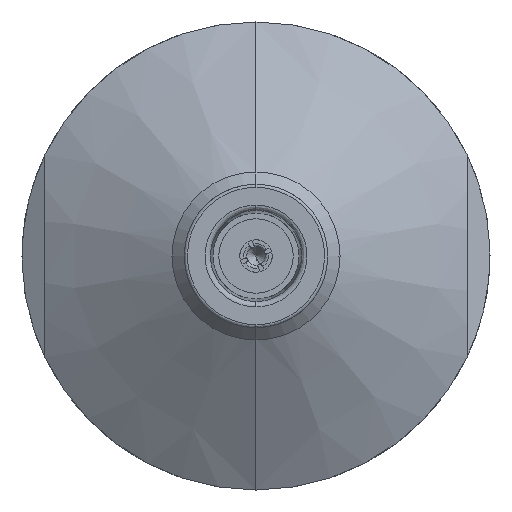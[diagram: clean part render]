
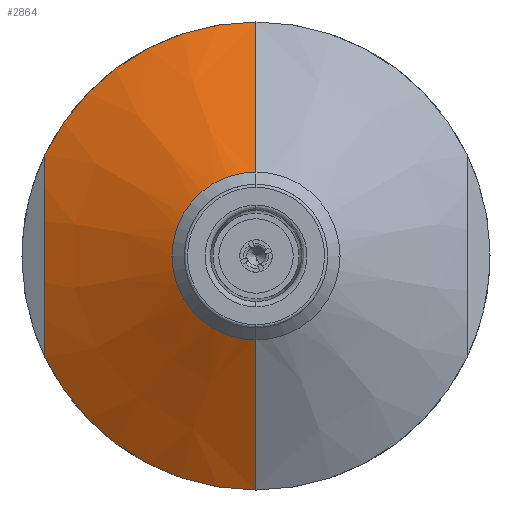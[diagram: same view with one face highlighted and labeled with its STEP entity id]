
A CAD part, left-side view. The second image highlights one B-rep face of the part: STEP entity #2864.
In plain terms, the highlighted conical face has half-angle 60 degrees and reference radius 22 mm.
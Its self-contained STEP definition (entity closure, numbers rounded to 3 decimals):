
#104 = EDGE_CURVE ( 'NONE', #2033, #112, #515, .T. ) ;
#111 = DIRECTION ( 'NONE',  ( 0., 0., -1. ) ) ;
#112 = VERTEX_POINT ( 'NONE', #2235 ) ;
#144 = CARTESIAN_POINT ( 'NONE',  ( 19.141, 0., 22. ) ) ;
#174 = DIRECTION ( 'NONE',  ( 0.5, 0., -0.866 ) ) ;
#370 = CARTESIAN_POINT ( 'NONE',  ( 19.141, 0., -22. ) ) ;
#400 = ORIENTED_EDGE ( 'NONE', *, *, #2214, .F. ) ;
#476 = CIRCLE ( 'NONE', #995, 22. ) ;
#481 = CARTESIAN_POINT ( 'NONE',  ( 18.113, 19.84, -3.977 ) ) ;
#515 = CIRCLE ( 'NONE', #1881, 7.9 ) ;
#528 = CARTESIAN_POINT ( 'NONE',  ( 17.92, 19.84, -1.567 ) ) ;
#625 = VERTEX_POINT ( 'NONE', #1629 ) ;
#674 = FACE_OUTER_BOUND ( 'NONE', #2102, .T. ) ;
#686 = VECTOR ( 'NONE', #1524, 1000. ) ;
#755 = CARTESIAN_POINT ( 'NONE',  ( 18.01, 19.84, 3.221 ) ) ;
#773 = VERTEX_POINT ( 'NONE', #892 ) ;
#815 = ORIENTED_EDGE ( 'NONE', *, *, #2026, .T. ) ;
#892 = CARTESIAN_POINT ( 'NONE',  ( 19.141, 0., 22. ) ) ;
#936 = EDGE_CURVE ( 'NONE', #2158, #773, #476, .T. ) ;
#995 = AXIS2_PLACEMENT_3D ( 'NONE', #1913, #3601, #1575 ) ;
#1041 = CARTESIAN_POINT ( 'NONE',  ( 18.438, 19.84, 6.377 ) ) ;
#1095 = DIRECTION ( 'NONE',  ( 0., 0., -1. ) ) ;
#1275 = AXIS2_PLACEMENT_3D ( 'NONE', #2067, #1408, #111 ) ;
#1382 = CARTESIAN_POINT ( 'NONE',  ( 19.141, 19.84, 9.507 ) ) ;
#1384 = CARTESIAN_POINT ( 'NONE',  ( 19.141, 0., 0. ) ) ;
#1408 = DIRECTION ( 'NONE',  ( 1., 0., 0. ) ) ;
#1524 = DIRECTION ( 'NONE',  ( 0.5, 0., 0.866 ) ) ;
#1575 = DIRECTION ( 'NONE',  ( 0., 0., -1. ) ) ;
#1629 = CARTESIAN_POINT ( 'NONE',  ( 19.141, 19.84, -9.507 ) ) ;
#1658 = CARTESIAN_POINT ( 'NONE',  ( 11., 0., 0. ) ) ;
#1746 = CIRCLE ( 'NONE', #1275, 22. ) ;
#1772 = CARTESIAN_POINT ( 'NONE',  ( 19.141, 0., -22. ) ) ;
#1871 = B_SPLINE_CURVE_WITH_KNOTS ( 'NONE', 3,
 ( #2172, #1893, #1041, #755, #2163, #2735, #528, #2211, #481, #1906, #2777, #2746 ),
 .UNSPECIFIED., .F., .F.,
 ( 4, 2, 2, 2, 2, 4 ),
 ( 0., 0.005, 0.01, 0.012, 0.014, 0.019 ),
 .UNSPECIFIED. ) ;
#1881 = AXIS2_PLACEMENT_3D ( 'NONE', #1658, #3071, #3349 ) ;
#1893 = CARTESIAN_POINT ( 'NONE',  ( 18.751, 19.84, 7.946 ) ) ;
#1906 = CARTESIAN_POINT ( 'NONE',  ( 18.436, 19.84, -6.366 ) ) ;
#1913 = CARTESIAN_POINT ( 'NONE',  ( 19.141, 0., 0. ) ) ;
#1966 = ORIENTED_EDGE ( 'NONE', *, *, #936, .F. ) ;
#2016 = VERTEX_POINT ( 'NONE', #370 ) ;
#2026 = EDGE_CURVE ( 'NONE', #112, #773, #2516, .T. ) ;
#2033 = VERTEX_POINT ( 'NONE', #2399 ) ;
#2067 = CARTESIAN_POINT ( 'NONE',  ( 19.141, 0., 0. ) ) ;
#2102 = EDGE_LOOP ( 'NONE', ( #3013, #815, #1966, #2682, #400, #3388 ) ) ;
#2158 = VERTEX_POINT ( 'NONE', #1382 ) ;
#2163 = CARTESIAN_POINT ( 'NONE',  ( 17.895, 19.84, 1.634 ) ) ;
#2172 = CARTESIAN_POINT ( 'NONE',  ( 19.141, 19.84, 9.507 ) ) ;
#2211 = CARTESIAN_POINT ( 'NONE',  ( 18.03, 19.84, -3.177 ) ) ;
#2214 = EDGE_CURVE ( 'NONE', #2016, #625, #1746, .T. ) ;
#2235 = CARTESIAN_POINT ( 'NONE',  ( 11., 0., 7.9 ) ) ;
#2321 = EDGE_CURVE ( 'NONE', #2033, #2016, #2550, .T. ) ;
#2399 = CARTESIAN_POINT ( 'NONE',  ( 11., 0., -7.9 ) ) ;
#2516 = LINE ( 'NONE', #144, #686 ) ;
#2550 = LINE ( 'NONE', #1772, #2727 ) ;
#2567 = DIRECTION ( 'NONE',  ( 1., 0., 0. ) ) ;
#2682 = ORIENTED_EDGE ( 'NONE', *, *, #2803, .T. ) ;
#2721 = CONICAL_SURFACE ( 'NONE', #3458, 22., 1.047 ) ;
#2727 = VECTOR ( 'NONE', #174, 1000. ) ;
#2735 = CARTESIAN_POINT ( 'NONE',  ( 17.893, 19.84, -0.765 ) ) ;
#2746 = CARTESIAN_POINT ( 'NONE',  ( 19.141, 19.84, -9.507 ) ) ;
#2777 = CARTESIAN_POINT ( 'NONE',  ( 18.75, 19.84, -7.942 ) ) ;
#2803 = EDGE_CURVE ( 'NONE', #2158, #625, #1871, .T. ) ;
#2864 = ADVANCED_FACE ( 'NONE', ( #674 ), #2721, .T. ) ;
#3013 = ORIENTED_EDGE ( 'NONE', *, *, #104, .T. ) ;
#3071 = DIRECTION ( 'NONE',  ( 1., 0., 0. ) ) ;
#3349 = DIRECTION ( 'NONE',  ( 0., 0., -1. ) ) ;
#3388 = ORIENTED_EDGE ( 'NONE', *, *, #2321, .F. ) ;
#3458 = AXIS2_PLACEMENT_3D ( 'NONE', #1384, #2567, #1095 ) ;
#3601 = DIRECTION ( 'NONE',  ( 1., 0., 0. ) ) ;
